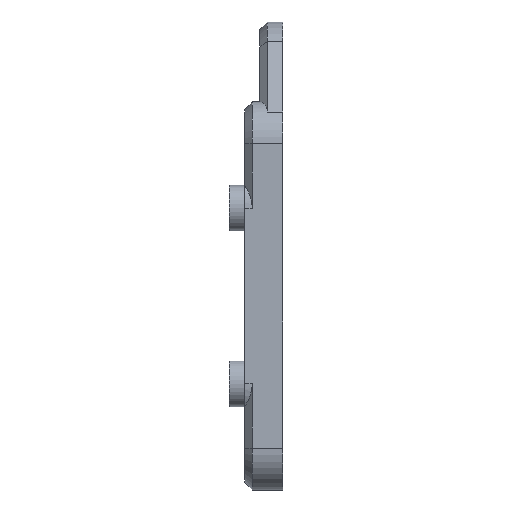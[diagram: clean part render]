
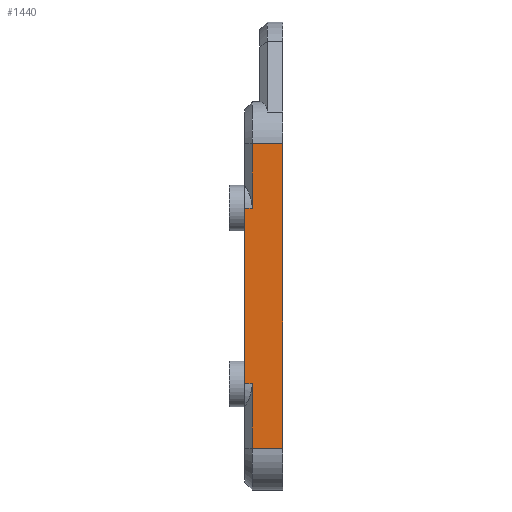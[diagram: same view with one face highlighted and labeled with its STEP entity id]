
A CAD part, left-side view. The second image highlights one B-rep face of the part: STEP entity #1440.
In plain terms, the highlighted planar face has unit normal (-1, 0, 0).
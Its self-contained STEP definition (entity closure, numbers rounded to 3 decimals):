
#97=PLANE('',#1585);
#176=FACE_OUTER_BOUND('',#282,.T.);
#282=EDGE_LOOP('',(#1329,#1330,#1331,#1332,#1333,#1334,#1335,#1336));
#283=LINE('',#2013,#415);
#284=LINE('',#2019,#416);
#290=LINE('',#2038,#422);
#295=LINE('',#2047,#427);
#320=LINE('',#2138,#452);
#398=LINE('',#2352,#530);
#402=LINE('',#2373,#534);
#404=LINE('',#2377,#536);
#415=VECTOR('',#1594,10.);
#416=VECTOR('',#1599,10.);
#422=VECTOR('',#1617,10.);
#427=VECTOR('',#1624,10.);
#452=VECTOR('',#1713,10.);
#530=VECTOR('',#1913,10.);
#534=VECTOR('',#1941,10.);
#536=VECTOR('',#1947,10.);
#612=VERTEX_POINT('',#2009);
#613=VERTEX_POINT('',#2011);
#614=VERTEX_POINT('',#2015);
#616=VERTEX_POINT('',#2018);
#623=VERTEX_POINT('',#2037);
#626=VERTEX_POINT('',#2045);
#728=VERTEX_POINT('',#2349);
#729=VERTEX_POINT('',#2351);
#745=EDGE_CURVE('',#613,#612,#283,.T.);
#747=EDGE_CURVE('',#616,#614,#284,.T.);
#756=EDGE_CURVE('',#612,#623,#290,.T.);
#761=EDGE_CURVE('',#626,#614,#295,.T.);
#805=EDGE_CURVE('',#613,#616,#320,.T.);
#909=EDGE_CURVE('',#728,#729,#398,.T.);
#920=EDGE_CURVE('',#729,#626,#402,.T.);
#922=EDGE_CURVE('',#728,#623,#404,.T.);
#1329=ORIENTED_EDGE('',*,*,#761,.F.);
#1330=ORIENTED_EDGE('',*,*,#920,.F.);
#1331=ORIENTED_EDGE('',*,*,#909,.F.);
#1332=ORIENTED_EDGE('',*,*,#922,.T.);
#1333=ORIENTED_EDGE('',*,*,#756,.F.);
#1334=ORIENTED_EDGE('',*,*,#745,.F.);
#1335=ORIENTED_EDGE('',*,*,#805,.T.);
#1336=ORIENTED_EDGE('',*,*,#747,.T.);
#1440=ADVANCED_FACE('',(#176),#97,.T.);
#1585=AXIS2_PLACEMENT_3D('',#2419,#2004,#2005);
#1594=DIRECTION('',(0.,-1.,0.));
#1599=DIRECTION('',(0.,-1.,0.));
#1617=DIRECTION('',(0.,0.,1.));
#1624=DIRECTION('',(0.,0.,1.));
#1713=DIRECTION('',(0.,0.,-1.));
#1913=DIRECTION('',(0.,0.,-1.));
#1941=DIRECTION('',(0.,1.,0.));
#1947=DIRECTION('',(0.,1.,0.));
#2004=DIRECTION('center_axis',(-1.,0.,0.));
#2005=DIRECTION('ref_axis',(0.,0.,1.));
#2009=CARTESIAN_POINT('',(0.,4.,28.));
#2011=CARTESIAN_POINT('',(0.,5.,28.));
#2013=CARTESIAN_POINT('',(0.,5.,28.));
#2015=CARTESIAN_POINT('',(0.,4.,5.));
#2018=CARTESIAN_POINT('',(0.,5.,5.));
#2019=CARTESIAN_POINT('',(0.,5.,5.));
#2037=CARTESIAN_POINT('',(0.,4.,36.5));
#2038=CARTESIAN_POINT('',(0.,4.,8.25));
#2045=CARTESIAN_POINT('',(0.,4.,-3.5));
#2047=CARTESIAN_POINT('',(0.,4.,8.25));
#2138=CARTESIAN_POINT('',(0.,5.,33.));
#2349=CARTESIAN_POINT('',(0.,0.,36.5));
#2351=CARTESIAN_POINT('',(0.,0.,-3.5));
#2352=CARTESIAN_POINT('',(0.,0.,0.));
#2373=CARTESIAN_POINT('',(0.,0.,-3.5));
#2377=CARTESIAN_POINT('',(0.,0.,36.5));
#2419=CARTESIAN_POINT('Origin',(0.,0.,0.));
